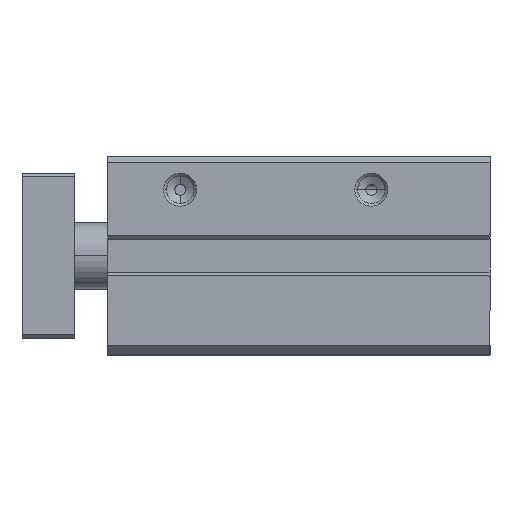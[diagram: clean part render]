
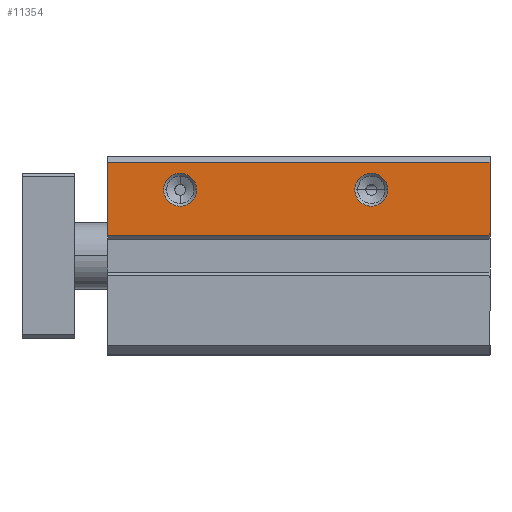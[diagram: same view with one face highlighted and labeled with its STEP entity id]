
A CAD part, top view. The second image highlights one B-rep face of the part: STEP entity #11354.
In plain terms, the highlighted planar face has unit normal (0, 0, 1).
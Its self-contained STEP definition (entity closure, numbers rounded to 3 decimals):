
#360 = CARTESIAN_POINT ( 'NONE',  ( 37.5, 10., 32. ) ) ;
#633 = CARTESIAN_POINT ( 'NONE',  ( 58., 3., 32. ) ) ;
#882 = CARTESIAN_POINT ( 'NONE',  ( 42.5, 10., 32. ) ) ;
#912 = DIRECTION ( 'NONE',  ( 0., 0., 1. ) ) ;
#967 = EDGE_CURVE ( 'NONE', #2836, #5293, #9035, .T. ) ;
#1233 = EDGE_LOOP ( 'NONE', ( #8860, #7244 ) ) ;
#1325 = DIRECTION ( 'NONE',  ( 1., 0., 0. ) ) ;
#1499 = AXIS2_PLACEMENT_3D ( 'NONE', #5411, #9316, #1325 ) ;
#1689 = CARTESIAN_POINT ( 'NONE',  ( 0., 3., 32. ) ) ;
#1751 = FACE_OUTER_BOUND ( 'NONE', #9776, .T. ) ;
#2105 = ORIENTED_EDGE ( 'NONE', *, *, #8840, .F. ) ;
#2108 = DIRECTION ( 'NONE',  ( 0., 0., -1. ) ) ;
#2151 = VERTEX_POINT ( 'NONE', #7909 ) ;
#2836 = VERTEX_POINT ( 'NONE', #633 ) ;
#3073 = VECTOR ( 'NONE', #10701, 1000. ) ;
#3127 = CARTESIAN_POINT ( 'NONE',  ( 40., 10., 32. ) ) ;
#3150 = CARTESIAN_POINT ( 'NONE',  ( 0., 14.2, 32. ) ) ;
#3258 = AXIS2_PLACEMENT_3D ( 'NONE', #12419, #912, #7705 ) ;
#3544 = VECTOR ( 'NONE', #5521, 1000. ) ;
#3625 = EDGE_CURVE ( 'NONE', #2151, #11538, #3813, .T. ) ;
#3799 = VERTEX_POINT ( 'NONE', #7837 ) ;
#3813 = CIRCLE ( 'NONE', #10970, 2.5 ) ;
#3815 = EDGE_CURVE ( 'NONE', #4128, #3799, #11916, .T. ) ;
#3849 = FACE_BOUND ( 'NONE', #1233, .T. ) ;
#4083 = EDGE_CURVE ( 'NONE', #11538, #2151, #4206, .T. ) ;
#4128 = VERTEX_POINT ( 'NONE', #10563 ) ;
#4206 = CIRCLE ( 'NONE', #11362, 2.5 ) ;
#4666 = ORIENTED_EDGE ( 'NONE', *, *, #967, .F. ) ;
#4910 = VERTEX_POINT ( 'NONE', #360 ) ;
#5293 = VERTEX_POINT ( 'NONE', #8084 ) ;
#5411 = CARTESIAN_POINT ( 'NONE',  ( 40., 10., 32. ) ) ;
#5418 = EDGE_CURVE ( 'NONE', #4910, #12191, #6388, .T. ) ;
#5521 = DIRECTION ( 'NONE',  ( 0., -1., 0. ) ) ;
#5713 = DIRECTION ( 'NONE',  ( 1., 0., 0. ) ) ;
#5855 = EDGE_CURVE ( 'NONE', #12191, #4910, #11713, .T. ) ;
#6343 = EDGE_CURVE ( 'NONE', #3799, #5293, #11539, .T. ) ;
#6374 = DIRECTION ( 'NONE',  ( 0., -1., 0. ) ) ;
#6388 = CIRCLE ( 'NONE', #10479, 2.5 ) ;
#6683 = CARTESIAN_POINT ( 'NONE',  ( 11., 10., 32. ) ) ;
#7244 = ORIENTED_EDGE ( 'NONE', *, *, #3625, .T. ) ;
#7595 = VECTOR ( 'NONE', #6374, 1000. ) ;
#7598 = EDGE_LOOP ( 'NONE', ( #8813, #10570 ) ) ;
#7705 = DIRECTION ( 'NONE',  ( 1., 0., 0. ) ) ;
#7837 = CARTESIAN_POINT ( 'NONE',  ( 0., 14.2, 32. ) ) ;
#7909 = CARTESIAN_POINT ( 'NONE',  ( 8.5, 10., 32. ) ) ;
#8084 = CARTESIAN_POINT ( 'NONE',  ( 0., 3., 32. ) ) ;
#8515 = CARTESIAN_POINT ( 'NONE',  ( 11., 10., 32. ) ) ;
#8579 = DIRECTION ( 'NONE',  ( 1., 0., 0. ) ) ;
#8792 = DIRECTION ( 'NONE',  ( -1., 0., 0. ) ) ;
#8813 = ORIENTED_EDGE ( 'NONE', *, *, #5855, .T. ) ;
#8840 = EDGE_CURVE ( 'NONE', #4128, #2836, #11241, .T. ) ;
#8860 = ORIENTED_EDGE ( 'NONE', *, *, #4083, .T. ) ;
#9035 = LINE ( 'NONE', #10950, #3073 ) ;
#9316 = DIRECTION ( 'NONE',  ( 0., 0., -1. ) ) ;
#9758 = ORIENTED_EDGE ( 'NONE', *, *, #6343, .T. ) ;
#9776 = EDGE_LOOP ( 'NONE', ( #9758, #4666, #2105, #11171 ) ) ;
#9792 = DIRECTION ( 'NONE',  ( 1., 0., 0. ) ) ;
#10448 = FACE_BOUND ( 'NONE', #7598, .T. ) ;
#10479 = AXIS2_PLACEMENT_3D ( 'NONE', #3127, #2108, #9792 ) ;
#10563 = CARTESIAN_POINT ( 'NONE',  ( 58., 14.2, 32. ) ) ;
#10570 = ORIENTED_EDGE ( 'NONE', *, *, #5418, .T. ) ;
#10581 = DIRECTION ( 'NONE',  ( 0., 0., -1. ) ) ;
#10701 = DIRECTION ( 'NONE',  ( -1., 0., 0. ) ) ;
#10768 = CARTESIAN_POINT ( 'NONE',  ( 13.5, 10., 32. ) ) ;
#10950 = CARTESIAN_POINT ( 'NONE',  ( 0., 3., 32. ) ) ;
#10970 = AXIS2_PLACEMENT_3D ( 'NONE', #6683, #10581, #5713 ) ;
#11171 = ORIENTED_EDGE ( 'NONE', *, *, #3815, .T. ) ;
#11241 = LINE ( 'NONE', #12446, #7595 ) ;
#11354 = ADVANCED_FACE ( 'NONE', ( #1751, #3849, #10448 ), #11660, .T. ) ;
#11362 = AXIS2_PLACEMENT_3D ( 'NONE', #8515, #11523, #8579 ) ;
#11523 = DIRECTION ( 'NONE',  ( 0., 0., -1. ) ) ;
#11538 = VERTEX_POINT ( 'NONE', #10768 ) ;
#11539 = LINE ( 'NONE', #1689, #3544 ) ;
#11660 = PLANE ( 'NONE',  #3258 ) ;
#11713 = CIRCLE ( 'NONE', #1499, 2.5 ) ;
#11916 = LINE ( 'NONE', #3150, #12608 ) ;
#12191 = VERTEX_POINT ( 'NONE', #882 ) ;
#12419 = CARTESIAN_POINT ( 'NONE',  ( 0., 3., 32. ) ) ;
#12446 = CARTESIAN_POINT ( 'NONE',  ( 58., 0., 32. ) ) ;
#12608 = VECTOR ( 'NONE', #8792, 1000. ) ;
